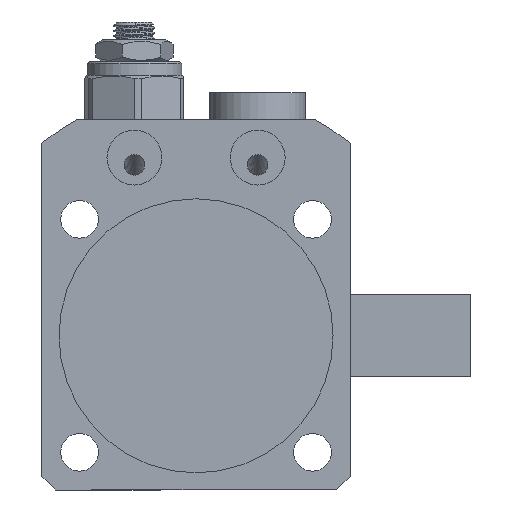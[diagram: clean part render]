
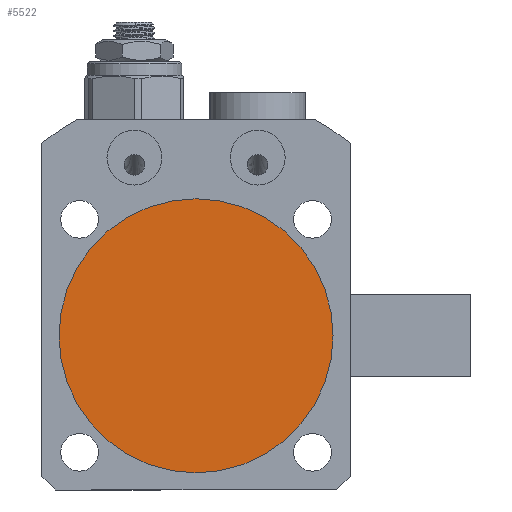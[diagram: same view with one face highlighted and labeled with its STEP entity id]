
A CAD part, front view. The second image highlights one B-rep face of the part: STEP entity #5522.
In plain terms, the highlighted planar face has unit normal (0, -1, 0).
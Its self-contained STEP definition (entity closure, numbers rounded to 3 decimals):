
#64 = DIRECTION ( 'NONE',  ( 0., 0., -1. ) ) ;
#101 = DIRECTION ( 'NONE',  ( 0., -1., 0. ) ) ;
#128 = CARTESIAN_POINT ( 'NONE',  ( 0., 0., 0. ) ) ;
#1344 = DIRECTION ( 'NONE',  ( 0., 0., -1. ) ) ;
#1358 = DIRECTION ( 'NONE',  ( 0., -1., 0. ) ) ;
#1380 = PLANE ( 'NONE',  #7278 ) ;
#2021 = CARTESIAN_POINT ( 'NONE',  ( 15., 0., 0. ) ) ;
#2076 = CIRCLE ( 'NONE', #13812, 20. ) ;
#2669 = ORIENTED_EDGE ( 'NONE', *, *, #8335, .T. ) ;
#3715 = CIRCLE ( 'NONE', #5255, 20. ) ;
#4709 = CARTESIAN_POINT ( 'NONE',  ( 0., 0., -20. ) ) ;
#5255 = AXIS2_PLACEMENT_3D ( 'NONE', #16548, #16530, #16514 ) ;
#5522 = ADVANCED_FACE ( 'NONE', ( #11495 ), #1380, .T. ) ;
#7278 = AXIS2_PLACEMENT_3D ( 'NONE', #2021, #1358, #1344 ) ;
#8335 = EDGE_CURVE ( 'NONE', #12398, #17325, #3715, .T. ) ;
#11495 = FACE_OUTER_BOUND ( 'NONE', #16617, .T. ) ;
#12398 = VERTEX_POINT ( 'NONE', #4709 ) ;
#13812 = AXIS2_PLACEMENT_3D ( 'NONE', #128, #101, #64 ) ;
#14271 = ORIENTED_EDGE ( 'NONE', *, *, #14422, .T. ) ;
#14422 = EDGE_CURVE ( 'NONE', #17325, #12398, #2076, .T. ) ;
#15666 = CARTESIAN_POINT ( 'NONE',  ( 0., 0., 20. ) ) ;
#16514 = DIRECTION ( 'NONE',  ( 0., 0., -1. ) ) ;
#16530 = DIRECTION ( 'NONE',  ( 0., -1., 0. ) ) ;
#16548 = CARTESIAN_POINT ( 'NONE',  ( 0., 0., 0. ) ) ;
#16617 = EDGE_LOOP ( 'NONE', ( #2669, #14271 ) ) ;
#17325 = VERTEX_POINT ( 'NONE', #15666 ) ;
